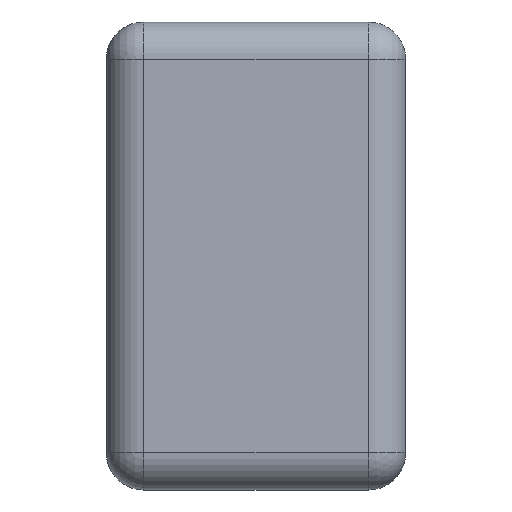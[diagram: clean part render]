
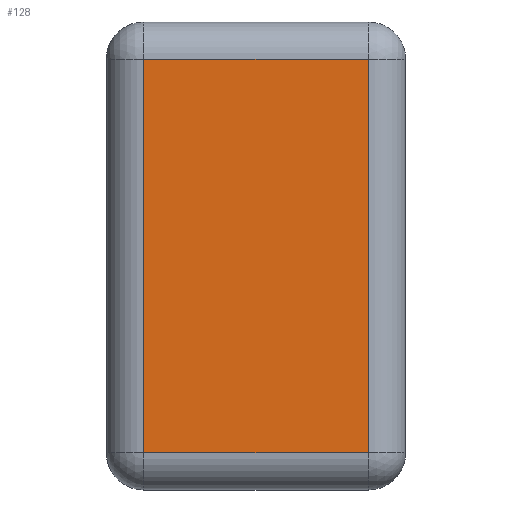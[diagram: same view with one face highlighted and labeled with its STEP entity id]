
A CAD part, left-side view. The second image highlights one B-rep face of the part: STEP entity #128.
In plain terms, the highlighted planar face has unit normal (-1, 0, 0).
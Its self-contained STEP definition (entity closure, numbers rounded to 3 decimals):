
#128=ADVANCED_FACE('',(#228),#229,.F.);
#228=FACE_OUTER_BOUND('',#352,.T.);
#229=PLANE('',#353);
#352=EDGE_LOOP('',(#673,#674,#675,#676));
#353=AXIS2_PLACEMENT_3D('',#677,#678,#679);
#673=ORIENTED_EDGE('',*,*,#928,.T.);
#674=ORIENTED_EDGE('',*,*,#929,.T.);
#675=ORIENTED_EDGE('',*,*,#930,.T.);
#676=ORIENTED_EDGE('',*,*,#931,.T.);
#677=CARTESIAN_POINT('',(-1.0,3.158,-0.625));
#678=DIRECTION('',(1.0,0.0,0.0));
#679=DIRECTION('',(0.0,1.0,-0.0));
#928=EDGE_CURVE('',#1108,#1109,#1110,.T.);
#929=EDGE_CURVE('',#1109,#1111,#1112,.T.);
#930=EDGE_CURVE('',#1111,#1113,#1114,.T.);
#931=EDGE_CURVE('',#1113,#1108,#1115,.T.);
#1108=VERTEX_POINT('',#1352);
#1109=VERTEX_POINT('',#1353);
#1110=LINE('',#1354,#1355);
#1111=VERTEX_POINT('',#1356);
#1112=LINE('',#1357,#1358);
#1113=VERTEX_POINT('',#1359);
#1114=LINE('',#1360,#1361);
#1115=LINE('',#1362,#1363);
#1352=CARTESIAN_POINT('',(-1.0,0.1,0.525));
#1353=CARTESIAN_POINT('',(-1.0,0.7,0.525));
#1354=CARTESIAN_POINT('',(-1.0,3.158,0.525));
#1355=VECTOR('',#1600,1000.0);
#1356=CARTESIAN_POINT('',(-1.0,0.7,-0.525));
#1357=CARTESIAN_POINT('',(-1.0,0.7,-0.625));
#1358=VECTOR('',#1601,1000.0);
#1359=CARTESIAN_POINT('',(-1.0,0.1,-0.525));
#1360=CARTESIAN_POINT('',(-1.0,3.158,-0.525));
#1361=VECTOR('',#1602,1000.0);
#1362=CARTESIAN_POINT('',(-1.0,0.1,-0.625));
#1363=VECTOR('',#1603,1000.0);
#1600=DIRECTION('',(-0.0,1.0,-0.0));
#1601=DIRECTION('',(0.0,-0.0,-1.0));
#1602=DIRECTION('',(0.0,-1.0,0.0));
#1603=DIRECTION('',(0.0,-0.0,1.0));
